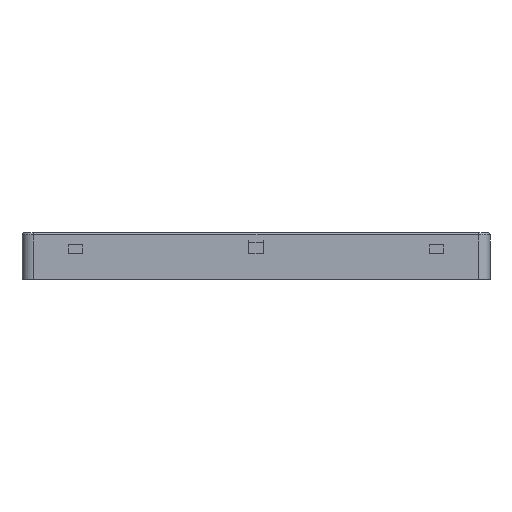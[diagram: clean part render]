
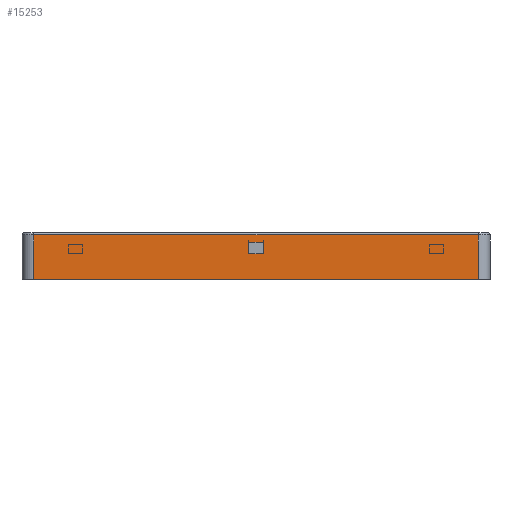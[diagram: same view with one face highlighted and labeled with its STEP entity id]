
A CAD part, left-side view. The second image highlights one B-rep face of the part: STEP entity #15253.
In plain terms, the highlighted planar face has unit normal (-1, 0, 0).
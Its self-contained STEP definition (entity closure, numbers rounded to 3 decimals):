
#351=FACE_BOUND('',#1325,.T.);
#471=FACE_OUTER_BOUND('',#1324,.T.);
#1324=EDGE_LOOP('',(#10550,#10551,#10552,#10553));
#1325=EDGE_LOOP('',(#10554,#10555,#10556,#10557));
#2508=LINE('',#21837,#4565);
#2509=LINE('',#21839,#4566);
#2510=LINE('',#21841,#4567);
#2511=LINE('',#21842,#4568);
#2512=LINE('',#21845,#4569);
#2513=LINE('',#21847,#4570);
#2514=LINE('',#21849,#4571);
#2515=LINE('',#21850,#4572);
#4565=VECTOR('',#17556,10.);
#4566=VECTOR('',#17557,10.);
#4567=VECTOR('',#17558,10.);
#4568=VECTOR('',#17559,10.);
#4569=VECTOR('',#17560,10.);
#4570=VECTOR('',#17561,10.);
#4571=VECTOR('',#17562,10.);
#4572=VECTOR('',#17563,10.);
#6565=VERTEX_POINT('',#21835);
#6566=VERTEX_POINT('',#21836);
#6567=VERTEX_POINT('',#21838);
#6568=VERTEX_POINT('',#21840);
#6569=VERTEX_POINT('',#21843);
#6570=VERTEX_POINT('',#21844);
#6571=VERTEX_POINT('',#21846);
#6572=VERTEX_POINT('',#21848);
#8130=EDGE_CURVE('',#6565,#6566,#2508,.T.);
#8131=EDGE_CURVE('',#6567,#6565,#2509,.T.);
#8132=EDGE_CURVE('',#6567,#6568,#2510,.T.);
#8133=EDGE_CURVE('',#6568,#6566,#2511,.T.);
#8134=EDGE_CURVE('',#6569,#6570,#2512,.T.);
#8135=EDGE_CURVE('',#6570,#6571,#2513,.T.);
#8136=EDGE_CURVE('',#6571,#6572,#2514,.T.);
#8137=EDGE_CURVE('',#6572,#6569,#2515,.T.);
#10550=ORIENTED_EDGE('',*,*,#8130,.F.);
#10551=ORIENTED_EDGE('',*,*,#8131,.F.);
#10552=ORIENTED_EDGE('',*,*,#8132,.T.);
#10553=ORIENTED_EDGE('',*,*,#8133,.T.);
#10554=ORIENTED_EDGE('',*,*,#8134,.T.);
#10555=ORIENTED_EDGE('',*,*,#8135,.T.);
#10556=ORIENTED_EDGE('',*,*,#8136,.T.);
#10557=ORIENTED_EDGE('',*,*,#8137,.T.);
#14542=PLANE('',#16094);
#15253=ADVANCED_FACE('',(#471,#351),#14542,.T.);
#16094=AXIS2_PLACEMENT_3D('',#21834,#17554,#17555);
#17554=DIRECTION('center_axis',(-1.,0.,0.));
#17555=DIRECTION('ref_axis',(0.,-1.,0.));
#17556=DIRECTION('',(0.,-1.,0.));
#17557=DIRECTION('',(0.,0.,1.));
#17558=DIRECTION('',(0.,-1.,0.));
#17559=DIRECTION('',(0.,0.,1.));
#17560=DIRECTION('',(0.,0.,-1.));
#17561=DIRECTION('',(0.,1.,0.));
#17562=DIRECTION('',(0.,0.,1.));
#17563=DIRECTION('',(0.,-1.,0.));
#21834=CARTESIAN_POINT('Origin',(992.,235.5,0.));
#21835=CARTESIAN_POINT('',(992.,235.5,19.));
#21836=CARTESIAN_POINT('',(992.,45.5,19.));
#21837=CARTESIAN_POINT('',(992.,188.,19.));
#21838=CARTESIAN_POINT('',(992.,235.5,0.));
#21839=CARTESIAN_POINT('',(992.,235.5,0.));
#21840=CARTESIAN_POINT('',(992.,45.5,0.));
#21841=CARTESIAN_POINT('',(992.,240.5,0.));
#21842=CARTESIAN_POINT('',(992.,45.5,0.));
#21843=CARTESIAN_POINT('',(992.,137.5,15.8));
#21844=CARTESIAN_POINT('',(992.,137.5,11.));
#21845=CARTESIAN_POINT('',(992.,137.5,5.5));
#21846=CARTESIAN_POINT('',(992.,143.5,11.));
#21847=CARTESIAN_POINT('',(992.,189.5,11.));
#21848=CARTESIAN_POINT('',(992.,143.5,15.8));
#21849=CARTESIAN_POINT('',(992.,143.5,7.9));
#21850=CARTESIAN_POINT('',(992.,186.5,15.8));
